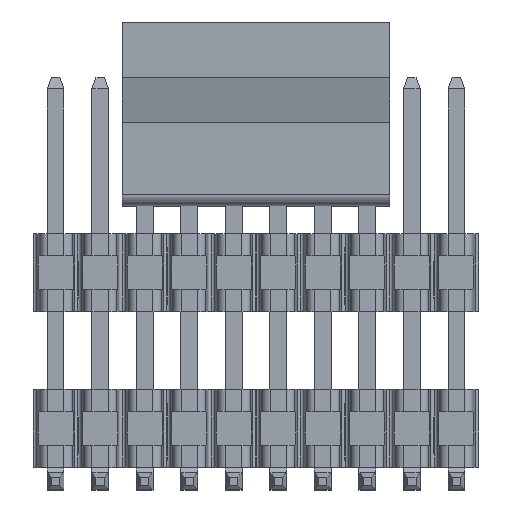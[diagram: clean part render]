
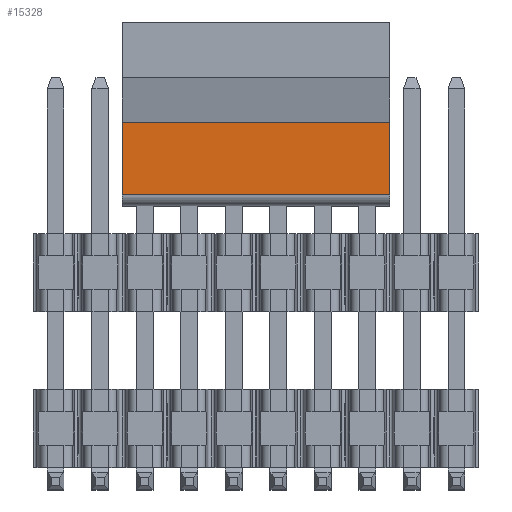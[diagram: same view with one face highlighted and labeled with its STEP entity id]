
A CAD part, top view. The second image highlights one B-rep face of the part: STEP entity #15328.
In plain terms, the highlighted planar face has unit normal (0, 0, 1).
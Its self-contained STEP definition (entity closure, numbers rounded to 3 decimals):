
#14456=CARTESIAN_POINT('',(1.2,4.2,1.485));
#14457=VERTEX_POINT('',#14456);
#14465=CARTESIAN_POINT('',(1.2,5.5,1.485));
#14466=VERTEX_POINT('',#14465);
#14467=CARTESIAN_POINT('',(1.2,4.2,1.485));
#14468=DIRECTION('',(0.,1.,0.));
#14469=VECTOR('',#14468,1.3);
#14470=LINE('',#14467,#14469);
#14471=EDGE_CURVE('',#14457,#14466,#14470,.T.);
#14860=CARTESIAN_POINT('',(6.,5.5,1.485));
#14861=VERTEX_POINT('',#14860);
#14868=CARTESIAN_POINT('',(6.,4.2,1.485));
#14869=VERTEX_POINT('',#14868);
#14870=CARTESIAN_POINT('',(6.,5.5,1.485));
#14871=DIRECTION('',(0.,-1.,0.));
#14872=VECTOR('',#14871,1.3);
#14873=LINE('',#14870,#14872);
#14874=EDGE_CURVE('',#14861,#14869,#14873,.T.);
#15302=CARTESIAN_POINT('',(6.,4.2,1.485));
#15303=DIRECTION('',(-1.,0.,0.));
#15304=VECTOR('',#15303,4.8);
#15305=LINE('',#15302,#15304);
#15306=EDGE_CURVE('',#14869,#14457,#15305,.T.);
#15312=CARTESIAN_POINT('',(1.2,5.5,1.485));
#15313=DIRECTION('',(0.,-1.,0.));
#15314=DIRECTION('',(-0.,0.,1.));
#15315=AXIS2_PLACEMENT_3D('',#15312,#15314,#15313);
#15316=PLANE('',#15315);
#15317=ORIENTED_EDGE('',*,*,#15306,.F.);
#15318=ORIENTED_EDGE('',*,*,#14874,.F.);
#15319=CARTESIAN_POINT('',(6.,5.5,1.485));
#15320=DIRECTION('',(-1.,0.,0.));
#15321=VECTOR('',#15320,4.8);
#15322=LINE('',#15319,#15321);
#15323=EDGE_CURVE('',#14861,#14466,#15322,.T.);
#15324=ORIENTED_EDGE('',*,*,#15323,.T.);
#15325=ORIENTED_EDGE('',*,*,#14471,.F.);
#15326=EDGE_LOOP('',(#15317,#15318,#15324,#15325));
#15327=FACE_OUTER_BOUND('',#15326,.T.);
#15328=ADVANCED_FACE('',(#15327),#15316,.T.);
